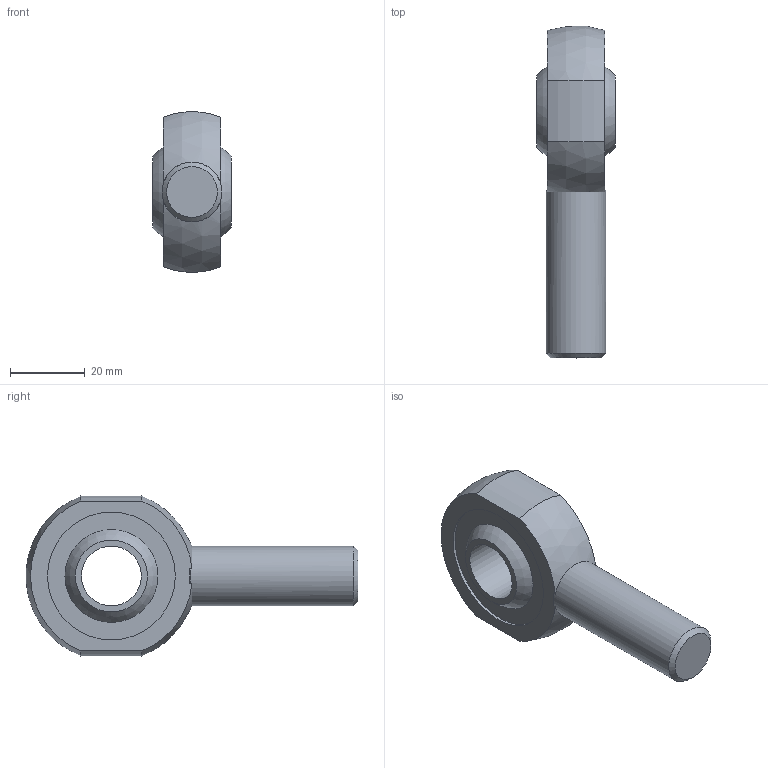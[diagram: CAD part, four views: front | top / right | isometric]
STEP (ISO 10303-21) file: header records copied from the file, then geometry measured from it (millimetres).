
FILE_DESCRIPTION( ( 'STEP AP203' ), '1' );
FILE_NAME( 'SALKB 16 F.stp', '2021-02-03T15:56:04', ( 'License CC BY-ND 4.0' ), ( 'CADENAS' ), ' ', 'PARTsolutions', ' ' );
FILE_SCHEMA( ( 'CONFIG_CONTROL_DESIGN' ) );
Length unit declared in the file: millimetre
Products named in the file (1): _SALKB 16 F
Bounding box: 21 x 88.85 x 42.88 mm (x, y, z)
Volume: 30154.3 mm3; surface area: 8360.4 mm2
Topology: 1 solids, 1 shells, 21 faces, 44 edges, 29 vertices
Faces by surface type: plane 9, cylinder 6, sphere 5, cone 1
Full cylindrical faces by diameter (mm): 16 x2, 34.2 x2
Entity records: 580 total; most frequent: DIRECTION 106, CARTESIAN_POINT 86, ORIENTED_EDGE 72, AXIS2_PLACEMENT_3D 48, EDGE_CURVE 36, EDGE_LOOP 34, VERTEX_POINT 28, FACE_OUTER_BOUND 27
